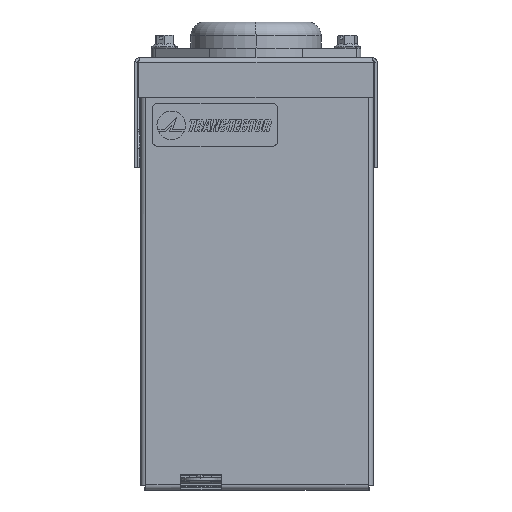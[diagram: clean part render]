
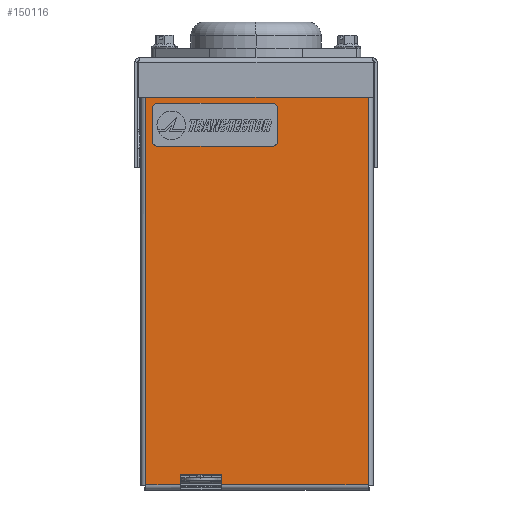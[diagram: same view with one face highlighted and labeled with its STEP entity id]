
A CAD part, top view. The second image highlights one B-rep face of the part: STEP entity #150116.
In plain terms, the highlighted planar face has unit normal (0, 0, 1).
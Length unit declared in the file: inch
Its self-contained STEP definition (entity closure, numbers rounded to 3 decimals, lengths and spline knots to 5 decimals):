
#222 = ORIENTED_EDGE ( 'NONE', *, *, #128353, .T. ) ;
#2547 = VERTEX_POINT ( 'NONE', #148575 ) ;
#4334 = EDGE_CURVE ( 'NONE', #47187, #194787, #42066, .T. ) ;
#5159 = DIRECTION ( 'NONE',  ( 1., 0., 0. ) ) ;
#8024 = CARTESIAN_POINT ( 'NONE',  ( -2.54, -4.255, 0. ) ) ;
#17162 = VERTEX_POINT ( 'NONE', #102251 ) ;
#18892 = ORIENTED_EDGE ( 'NONE', *, *, #160337, .T. ) ;
#21846 = DIRECTION ( 'NONE',  ( -1., 0., 0. ) ) ;
#22676 = CARTESIAN_POINT ( 'NONE',  ( 2.45216, 4.49, 0. ) ) ;
#24233 = CARTESIAN_POINT ( 'NONE',  ( -2.43, 4.49, 0. ) ) ;
#29772 = LINE ( 'NONE', #22676, #170224 ) ;
#31369 = DIRECTION ( 'NONE',  ( 0., 0., 1. ) ) ;
#32074 = EDGE_CURVE ( 'NONE', #227830, #17162, #76463, .T. ) ;
#40220 = LINE ( 'NONE', #157285, #64167 ) ;
#40937 = CARTESIAN_POINT ( 'NONE',  ( -1.67, -4.49, 0. ) ) ;
#42066 = LINE ( 'NONE', #71719, #155715 ) ;
#44390 = EDGE_LOOP ( 'NONE', ( #94225, #230683, #124937, #222, #18892, #175400, #45992, #213065 ) ) ;
#45227 = CARTESIAN_POINT ( 'NONE',  ( 2.43, -4.51216, 0. ) ) ;
#45992 = ORIENTED_EDGE ( 'NONE', *, *, #244939, .T. ) ;
#47187 = VERTEX_POINT ( 'NONE', #228418 ) ;
#48893 = CARTESIAN_POINT ( 'NONE',  ( -2.45216, -4.49, 0. ) ) ;
#64167 = VECTOR ( 'NONE', #235133, 39.37008 ) ;
#68609 = DIRECTION ( 'NONE',  ( 0., 1., 0. ) ) ;
#71719 = CARTESIAN_POINT ( 'NONE',  ( -0.7745, -4.6, 0. ) ) ;
#76463 = LINE ( 'NONE', #188196, #97356 ) ;
#79344 = CARTESIAN_POINT ( 'NONE',  ( -2.45216, -4.49, 0. ) ) ;
#81008 = VERTEX_POINT ( 'NONE', #234940 ) ;
#83032 = DIRECTION ( 'NONE',  ( -1., 0., 0. ) ) ;
#94225 = ORIENTED_EDGE ( 'NONE', *, *, #156151, .F. ) ;
#97356 = VECTOR ( 'NONE', #148032, 39.37008 ) ;
#102251 = CARTESIAN_POINT ( 'NONE',  ( -2.43, -4.49, 0. ) ) ;
#105730 = DIRECTION ( 'NONE',  ( 1., 0., 0. ) ) ;
#108924 = DIRECTION ( 'NONE',  ( 1., 0., 0. ) ) ;
#124937 = ORIENTED_EDGE ( 'NONE', *, *, #211187, .T. ) ;
#128353 = EDGE_CURVE ( 'NONE', #234068, #2547, #168231, .T. ) ;
#132756 = VECTOR ( 'NONE', #105730, 39.37008 ) ;
#135611 = LINE ( 'NONE', #48893, #132756 ) ;
#145774 = CARTESIAN_POINT ( 'NONE',  ( -2.54, -4.6, 0. ) ) ;
#148032 = DIRECTION ( 'NONE',  ( 0., -1., 0. ) ) ;
#148144 = FACE_OUTER_BOUND ( 'NONE', #44390, .T. ) ;
#148575 = CARTESIAN_POINT ( 'NONE',  ( 2.43, 4.49, 0. ) ) ;
#150116 = ADVANCED_FACE ( 'NONE', ( #148144 ), #239639, .T. ) ;
#155715 = VECTOR ( 'NONE', #166268, 39.37008 ) ;
#156151 = EDGE_CURVE ( 'NONE', #194787, #81008, #206638, .T. ) ;
#157285 = CARTESIAN_POINT ( 'NONE',  ( -1.67, -4.6, 0. ) ) ;
#160337 = EDGE_CURVE ( 'NONE', #2547, #227830, #29772, .T. ) ;
#164621 = VECTOR ( 'NONE', #5159, 39.37008 ) ;
#166268 = DIRECTION ( 'NONE',  ( 0., 1., 0. ) ) ;
#168231 = LINE ( 'NONE', #45227, #186250 ) ;
#170224 = VECTOR ( 'NONE', #21846, 39.37008 ) ;
#174438 = VERTEX_POINT ( 'NONE', #40937 ) ;
#175400 = ORIENTED_EDGE ( 'NONE', *, *, #32074, .T. ) ;
#176622 = LINE ( 'NONE', #79344, #164621 ) ;
#186250 = VECTOR ( 'NONE', #68609, 39.37008 ) ;
#188196 = CARTESIAN_POINT ( 'NONE',  ( -2.43, 4.51216, 0. ) ) ;
#194787 = VERTEX_POINT ( 'NONE', #210270 ) ;
#203143 = EDGE_CURVE ( 'NONE', #81008, #174438, #40220, .T. ) ;
#206638 = LINE ( 'NONE', #8024, #239647 ) ;
#207658 = CARTESIAN_POINT ( 'NONE',  ( 2.43, -4.49, 0. ) ) ;
#210270 = CARTESIAN_POINT ( 'NONE',  ( -0.7745, -4.255, 0. ) ) ;
#211187 = EDGE_CURVE ( 'NONE', #47187, #234068, #135611, .T. ) ;
#213065 = ORIENTED_EDGE ( 'NONE', *, *, #203143, .F. ) ;
#216917 = AXIS2_PLACEMENT_3D ( 'NONE', #145774, #31369, #108924 ) ;
#227830 = VERTEX_POINT ( 'NONE', #24233 ) ;
#228418 = CARTESIAN_POINT ( 'NONE',  ( -0.7745, -4.49, 0. ) ) ;
#230683 = ORIENTED_EDGE ( 'NONE', *, *, #4334, .F. ) ;
#234068 = VERTEX_POINT ( 'NONE', #207658 ) ;
#234940 = CARTESIAN_POINT ( 'NONE',  ( -1.67, -4.255, 0. ) ) ;
#235133 = DIRECTION ( 'NONE',  ( 0., -1., 0. ) ) ;
#239639 = PLANE ( 'NONE',  #216917 ) ;
#239647 = VECTOR ( 'NONE', #83032, 39.37008 ) ;
#244939 = EDGE_CURVE ( 'NONE', #17162, #174438, #176622, .T. ) ;
